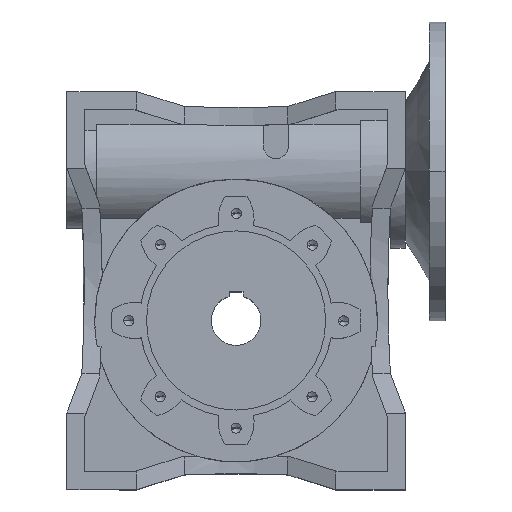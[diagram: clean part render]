
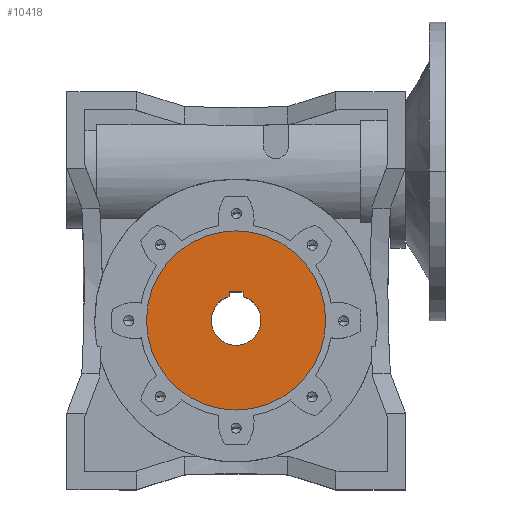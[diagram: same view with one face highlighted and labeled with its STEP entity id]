
A CAD part, top view. The second image highlights one B-rep face of the part: STEP entity #10418.
In plain terms, the highlighted face is planar.
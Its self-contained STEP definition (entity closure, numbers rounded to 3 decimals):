
#289 = CARTESIAN_POINT ( 'NONE',  ( -7., 28.8, -100. ) ) ;
#299 = DIRECTION ( 'NONE',  ( 1., 0., 0. ) ) ;
#300 = CARTESIAN_POINT ( 'NONE',  ( -7., 28.8, -100. ) ) ;
#306 = CARTESIAN_POINT ( 'NONE',  ( 7., 28.8, -100. ) ) ;
#352 = DIRECTION ( 'NONE',  ( 0., 0., 1. ) ) ;
#363 = CARTESIAN_POINT ( 'NONE',  ( 0., 0., -100. ) ) ;
#380 = DIRECTION ( 'NONE',  ( 1., 0., 0. ) ) ;
#388 = CARTESIAN_POINT ( 'NONE',  ( 0., 0., -100. ) ) ;
#393 = DIRECTION ( 'NONE',  ( 0., 1., 0. ) ) ;
#397 = DIRECTION ( 'NONE',  ( 0., 0., 1. ) ) ;
#422 = DIRECTION ( 'NONE',  ( 0., -1., 0. ) ) ;
#966 = DIRECTION ( 'NONE',  ( -1., 0., 0. ) ) ;
#1391 = CARTESIAN_POINT ( 'NONE',  ( 90., 0., -100. ) ) ;
#1420 = CARTESIAN_POINT ( 'NONE',  ( 7., 24., -100. ) ) ;
#1624 = CARTESIAN_POINT ( 'NONE',  ( 25., 0., -100. ) ) ;
#1740 = CARTESIAN_POINT ( 'NONE',  ( -25., 0., -100. ) ) ;
#1799 = CARTESIAN_POINT ( 'NONE',  ( -7., 28.8, -100. ) ) ;
#2028 = VERTEX_POINT ( 'NONE', #1799 ) ;
#2058 = VERTEX_POINT ( 'NONE', #1624 ) ;
#2084 = VERTEX_POINT ( 'NONE', #1420 ) ;
#2169 = VERTEX_POINT ( 'NONE', #1391 ) ;
#2198 = VERTEX_POINT ( 'NONE', #1740 ) ;
#3226 = ORIENTED_EDGE ( 'NONE', *, *, #5380, .T. ) ;
#3227 = ORIENTED_EDGE ( 'NONE', *, *, #5381, .T. ) ;
#3228 = ORIENTED_EDGE ( 'NONE', *, *, #11893, .T. ) ;
#3229 = ORIENTED_EDGE ( 'NONE', *, *, #11785, .T. ) ;
#3230 = ORIENTED_EDGE ( 'NONE', *, *, #5382, .T. ) ;
#3231 = ORIENTED_EDGE ( 'NONE', *, *, #5383, .T. ) ;
#3232 = ORIENTED_EDGE ( 'NONE', *, *, #11849, .F. ) ;
#3233 = ORIENTED_EDGE ( 'NONE', *, *, #5379, .F. ) ;
#3479 = DIRECTION ( 'NONE',  ( 0., 0., 1. ) ) ;
#3482 = DIRECTION ( 'NONE',  ( 1., 0., 0. ) ) ;
#3488 = PLANE ( 'NONE',  #3587 ) ;
#3492 = CARTESIAN_POINT ( 'NONE',  ( 0., 90., -100. ) ) ;
#3587 = AXIS2_PLACEMENT_3D ( 'NONE', #3492, #3479, #3482 ) ;
#3632 = AXIS2_PLACEMENT_3D ( 'NONE', #4965, #4966, #4967 ) ;
#3657 = AXIS2_PLACEMENT_3D ( 'NONE', #9547, #9548, #9549 ) ;
#3672 = AXIS2_PLACEMENT_3D ( 'NONE', #9683, #9684, #9685 ) ;
#4544 = CARTESIAN_POINT ( 'NONE',  ( -90., 0., -100. ) ) ;
#4651 = CARTESIAN_POINT ( 'NONE',  ( -7., 24., -100. ) ) ;
#4686 = CARTESIAN_POINT ( 'NONE',  ( 7., 28.8, -100. ) ) ;
#4965 = CARTESIAN_POINT ( 'NONE',  ( 0., 0., -100. ) ) ;
#4966 = DIRECTION ( 'NONE',  ( 0., 0., 1. ) ) ;
#4967 = DIRECTION ( 'NONE',  ( 1., 0., 0. ) ) ;
#5379 = EDGE_CURVE ( 'NONE', #10850, #2169, #10701, .T. ) ;
#5380 = EDGE_CURVE ( 'NONE', #2028, #10957, #10698, .T. ) ;
#5381 = EDGE_CURVE ( 'NONE', #10957, #2198, #10703, .T. ) ;
#5382 = EDGE_CURVE ( 'NONE', #2084, #10992, #10706, .T. ) ;
#5383 = EDGE_CURVE ( 'NONE', #10992, #2028, #10707, .T. ) ;
#6073 = EDGE_LOOP ( 'NONE', ( #3226, #3227, #3228, #3229, #3230, #3231 ) ) ;
#6079 = EDGE_LOOP ( 'NONE', ( #3232, #3233 ) ) ;
#8592 = AXIS2_PLACEMENT_3D ( 'NONE', #363, #352, #299 ) ;
#8593 = AXIS2_PLACEMENT_3D ( 'NONE', #388, #397, #380 ) ;
#9148 = CIRCLE ( 'NONE', #3672, 25. ) ;
#9547 = CARTESIAN_POINT ( 'NONE',  ( 0., 0., -100. ) ) ;
#9548 = DIRECTION ( 'NONE',  ( 0., 0., 1. ) ) ;
#9549 = DIRECTION ( 'NONE',  ( 1., 0., 0. ) ) ;
#9683 = CARTESIAN_POINT ( 'NONE',  ( 0., 0., -100. ) ) ;
#9684 = DIRECTION ( 'NONE',  ( 0., 0., 1. ) ) ;
#9685 = DIRECTION ( 'NONE',  ( 1., 0., 0. ) ) ;
#10418 = ADVANCED_FACE ( 'NONE', ( #11287, #11291 ), #3488, .F. ) ;
#10698 = LINE ( 'NONE', #300, #10705 ) ;
#10701 = CIRCLE ( 'NONE', #8593, 90. ) ;
#10703 = CIRCLE ( 'NONE', #8592, 25. ) ;
#10705 = VECTOR ( 'NONE', #422, 1000. ) ;
#10706 = LINE ( 'NONE', #306, #10708 ) ;
#10707 = LINE ( 'NONE', #289, #10710 ) ;
#10708 = VECTOR ( 'NONE', #393, 1000. ) ;
#10710 = VECTOR ( 'NONE', #966, 1000. ) ;
#10850 = VERTEX_POINT ( 'NONE', #4544 ) ;
#10957 = VERTEX_POINT ( 'NONE', #4651 ) ;
#10992 = VERTEX_POINT ( 'NONE', #4686 ) ;
#11287 = FACE_BOUND ( 'NONE', #6073, .T. ) ;
#11291 = FACE_OUTER_BOUND ( 'NONE', #6079, .T. ) ;
#11418 = CIRCLE ( 'NONE', #3632, 25. ) ;
#11499 = CIRCLE ( 'NONE', #3657, 90. ) ;
#11785 = EDGE_CURVE ( 'NONE', #2058, #2084, #11418, .T. ) ;
#11849 = EDGE_CURVE ( 'NONE', #2169, #10850, #11499, .T. ) ;
#11893 = EDGE_CURVE ( 'NONE', #2198, #2058, #9148, .T. ) ;
